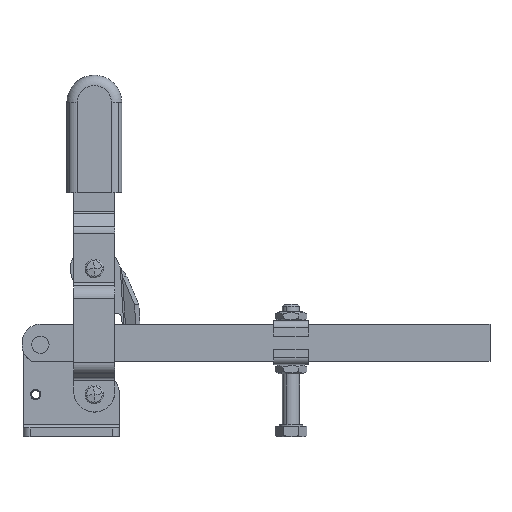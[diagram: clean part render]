
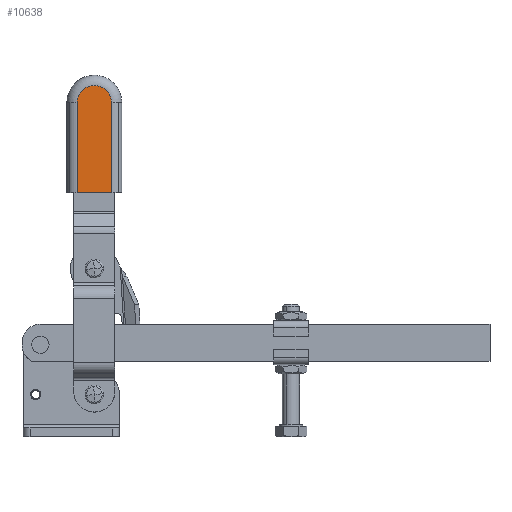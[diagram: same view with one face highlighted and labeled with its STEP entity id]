
A CAD part, top view. The second image highlights one B-rep face of the part: STEP entity #10638.
In plain terms, the highlighted planar face has unit normal (0, 0, 1).
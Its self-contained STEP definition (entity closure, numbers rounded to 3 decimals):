
#10618=AXIS2_PLACEMENT_3D('Plane Axis2P3D',#10615,#10616,#10617) ;
#10622=AXIS2_PLACEMENT_3D('Circle Axis2P3D',#10620,#10621,$) ;
#9788=CARTESIAN_POINT('Vertex',(1.231,60.359,5.)) ;
#9791=CARTESIAN_POINT('Line Origine',(-3.769,60.359,5.)) ;
#9795=CARTESIAN_POINT('Vertex',(-8.769,60.359,5.)) ;
#10600=CARTESIAN_POINT('Vertex',(1.231,86.616,5.)) ;
#10603=CARTESIAN_POINT('Line Origine',(1.231,57.359,5.)) ;
#10615=CARTESIAN_POINT('Axis2P3D Location',(-1.269,86.616,5.)) ;
#10620=CARTESIAN_POINT('Axis2P3D Location',(-3.769,86.616,5.)) ;
#10624=CARTESIAN_POINT('Vertex',(-8.769,86.616,5.)) ;
#10627=CARTESIAN_POINT('Line Origine',(-8.769,73.487,5.)) ;
#9792=DIRECTION('Vector Direction',(1.,0.,0.)) ;
#10604=DIRECTION('Vector Direction',(0.,1.,0.)) ;
#10616=DIRECTION('Axis2P3D Direction',(0.,0.,1.)) ;
#10617=DIRECTION('Axis2P3D XDirection',(1.,0.,0.)) ;
#10621=DIRECTION('Axis2P3D Direction',(0.,0.,1.)) ;
#10628=DIRECTION('Vector Direction',(0.,1.,0.)) ;
#9793=VECTOR('Line Direction',#9792,1.) ;
#10605=VECTOR('Line Direction',#10604,1.) ;
#10629=VECTOR('Line Direction',#10628,1.) ;
#10633=ORIENTED_EDGE('',*,*,#9797,.T.) ;
#10634=ORIENTED_EDGE('',*,*,#10607,.T.) ;
#10635=ORIENTED_EDGE('',*,*,#10626,.T.) ;
#10636=ORIENTED_EDGE('',*,*,#10631,.F.) ;
#10638=ADVANCED_FACE('VERTIKALSPANNER_TS_V_113_UB_L100_357844',(#10637),#10619,.T.) ;
#10623=CIRCLE('generated circle',#10622,5.) ;
#9797=EDGE_CURVE('',#9796,#9789,#9794,.T.) ;
#10607=EDGE_CURVE('',#9789,#10601,#10606,.T.) ;
#10626=EDGE_CURVE('',#10601,#10625,#10623,.T.) ;
#10631=EDGE_CURVE('',#9796,#10625,#10630,.T.) ;
#10632=EDGE_LOOP('',(#10633,#10634,#10635,#10636)) ;
#10637=FACE_OUTER_BOUND('',#10632,.T.) ;
#9794=LINE('Line',#9791,#9793) ;
#10606=LINE('Line',#10603,#10605) ;
#10630=LINE('Line',#10627,#10629) ;
#10619=PLANE('Plane',#10618) ;
#9789=VERTEX_POINT('',#9788) ;
#9796=VERTEX_POINT('',#9795) ;
#10601=VERTEX_POINT('',#10600) ;
#10625=VERTEX_POINT('',#10624) ;
